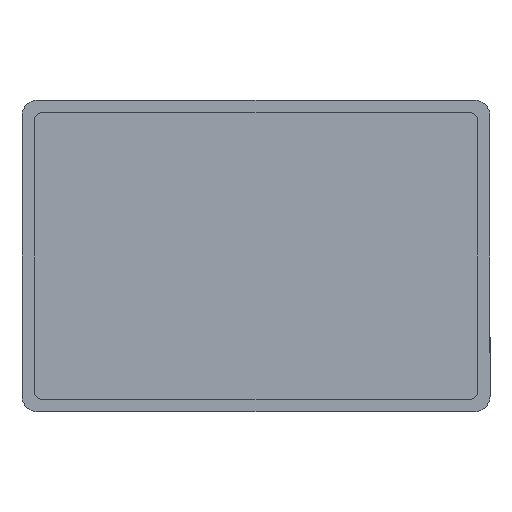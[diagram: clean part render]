
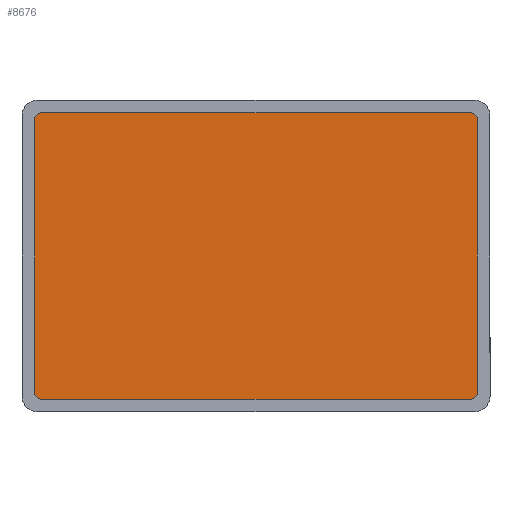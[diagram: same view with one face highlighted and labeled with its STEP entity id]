
A CAD part, front view. The second image highlights one B-rep face of the part: STEP entity #8676.
In plain terms, the highlighted planar face has unit normal (0, -1, 0).
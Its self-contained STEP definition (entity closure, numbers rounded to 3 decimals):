
#1061 = DIRECTION ( 'NONE',  ( 0., 0., 1. ) ) ;
#1161 = DIRECTION ( 'NONE',  ( 0., 1., 0. ) ) ;
#1182 = DIRECTION ( 'NONE',  ( 0., 0., 1. ) ) ;
#1351 = LINE ( 'NONE', #15243, #7834 ) ;
#1861 = DIRECTION ( 'NONE',  ( 0., 0., -1. ) ) ;
#1902 = EDGE_CURVE ( 'NONE', #5842, #13119, #20834, .T. ) ;
#2335 = CIRCLE ( 'NONE', #11714, 9. ) ;
#2375 = VERTEX_POINT ( 'NONE', #14385 ) ;
#2402 = EDGE_CURVE ( 'NONE', #10275, #5842, #16123, .T. ) ;
#3087 = CARTESIAN_POINT ( 'NONE',  ( -274., 0., -183. ) ) ;
#3325 = CARTESIAN_POINT ( 'NONE',  ( 283., 0., 174. ) ) ;
#3491 = EDGE_CURVE ( 'NONE', #2375, #5779, #19177, .T. ) ;
#3561 = VECTOR ( 'NONE', #19717, 1000. ) ;
#3637 = ORIENTED_EDGE ( 'NONE', *, *, #15414, .F. ) ;
#3879 = VERTEX_POINT ( 'NONE', #6296 ) ;
#3889 = AXIS2_PLACEMENT_3D ( 'NONE', #10002, #4494, #15017 ) ;
#4138 = AXIS2_PLACEMENT_3D ( 'NONE', #11650, #20035, #6762 ) ;
#4494 = DIRECTION ( 'NONE',  ( 0., 1., 0. ) ) ;
#5019 = DIRECTION ( 'NONE',  ( 0., 0., 1. ) ) ;
#5024 = PLANE ( 'NONE',  #4138 ) ;
#5779 = VERTEX_POINT ( 'NONE', #7654 ) ;
#5842 = VERTEX_POINT ( 'NONE', #6130 ) ;
#5989 = CARTESIAN_POINT ( 'NONE',  ( -274., 0., 174. ) ) ;
#6130 = CARTESIAN_POINT ( 'NONE',  ( 274., 0., 183. ) ) ;
#6179 = CIRCLE ( 'NONE', #12081, 9. ) ;
#6296 = CARTESIAN_POINT ( 'NONE',  ( -283., 0., 174. ) ) ;
#6553 = DIRECTION ( 'NONE',  ( 1., 0., 0. ) ) ;
#6677 = DIRECTION ( 'NONE',  ( -1., 0., 0. ) ) ;
#6762 = DIRECTION ( 'NONE',  ( 0., 0., 1. ) ) ;
#7060 = ORIENTED_EDGE ( 'NONE', *, *, #17337, .F. ) ;
#7281 = AXIS2_PLACEMENT_3D ( 'NONE', #11059, #1161, #1061 ) ;
#7478 = EDGE_CURVE ( 'NONE', #11608, #13345, #6179, .T. ) ;
#7654 = CARTESIAN_POINT ( 'NONE',  ( -283., 0., -174. ) ) ;
#7834 = VECTOR ( 'NONE', #1861, 1000. ) ;
#8676 = ADVANCED_FACE ( 'NONE', ( #18196 ), #5024, .F. ) ;
#9878 = CARTESIAN_POINT ( 'NONE',  ( 283., 0., -174. ) ) ;
#9912 = CARTESIAN_POINT ( 'NONE',  ( -274., 0., 183. ) ) ;
#10002 = CARTESIAN_POINT ( 'NONE',  ( -274., 0., -174. ) ) ;
#10275 = VERTEX_POINT ( 'NONE', #21332 ) ;
#11059 = CARTESIAN_POINT ( 'NONE',  ( 274., 0., 174. ) ) ;
#11324 = ORIENTED_EDGE ( 'NONE', *, *, #3491, .F. ) ;
#11608 = VERTEX_POINT ( 'NONE', #9878 ) ;
#11650 = CARTESIAN_POINT ( 'NONE',  ( -274., 0., -174. ) ) ;
#11665 = LINE ( 'NONE', #3087, #14131 ) ;
#11714 = AXIS2_PLACEMENT_3D ( 'NONE', #5989, #19145, #1182 ) ;
#11775 = ORIENTED_EDGE ( 'NONE', *, *, #13952, .F. ) ;
#11874 = ORIENTED_EDGE ( 'NONE', *, *, #1902, .F. ) ;
#11924 = ORIENTED_EDGE ( 'NONE', *, *, #7478, .F. ) ;
#12081 = AXIS2_PLACEMENT_3D ( 'NONE', #19606, #14613, #5019 ) ;
#13083 = LINE ( 'NONE', #14823, #3561 ) ;
#13119 = VERTEX_POINT ( 'NONE', #3325 ) ;
#13345 = VERTEX_POINT ( 'NONE', #15618 ) ;
#13563 = ORIENTED_EDGE ( 'NONE', *, *, #2402, .F. ) ;
#13952 = EDGE_CURVE ( 'NONE', #5779, #3879, #13083, .T. ) ;
#14131 = VECTOR ( 'NONE', #6677, 1000. ) ;
#14269 = EDGE_LOOP ( 'NONE', ( #11324, #3637, #11924, #15519, #11874, #13563, #7060, #11775 ) ) ;
#14385 = CARTESIAN_POINT ( 'NONE',  ( -274., 0., -183. ) ) ;
#14613 = DIRECTION ( 'NONE',  ( 0., 1., 0. ) ) ;
#14823 = CARTESIAN_POINT ( 'NONE',  ( -283., 0., 174. ) ) ;
#15017 = DIRECTION ( 'NONE',  ( 0., 0., 1. ) ) ;
#15243 = CARTESIAN_POINT ( 'NONE',  ( 283., 0., 174. ) ) ;
#15414 = EDGE_CURVE ( 'NONE', #13345, #2375, #11665, .T. ) ;
#15519 = ORIENTED_EDGE ( 'NONE', *, *, #18817, .F. ) ;
#15618 = CARTESIAN_POINT ( 'NONE',  ( 274., 0., -183. ) ) ;
#16123 = LINE ( 'NONE', #9912, #20864 ) ;
#17337 = EDGE_CURVE ( 'NONE', #3879, #10275, #2335, .T. ) ;
#18196 = FACE_OUTER_BOUND ( 'NONE', #14269, .T. ) ;
#18817 = EDGE_CURVE ( 'NONE', #13119, #11608, #1351, .T. ) ;
#19145 = DIRECTION ( 'NONE',  ( 0., 1., 0. ) ) ;
#19177 = CIRCLE ( 'NONE', #3889, 9. ) ;
#19606 = CARTESIAN_POINT ( 'NONE',  ( 274., 0., -174. ) ) ;
#19717 = DIRECTION ( 'NONE',  ( 0., 0., 1. ) ) ;
#20035 = DIRECTION ( 'NONE',  ( 0., 1., 0. ) ) ;
#20834 = CIRCLE ( 'NONE', #7281, 9. ) ;
#20864 = VECTOR ( 'NONE', #6553, 1000. ) ;
#21332 = CARTESIAN_POINT ( 'NONE',  ( -274., 0., 183. ) ) ;
